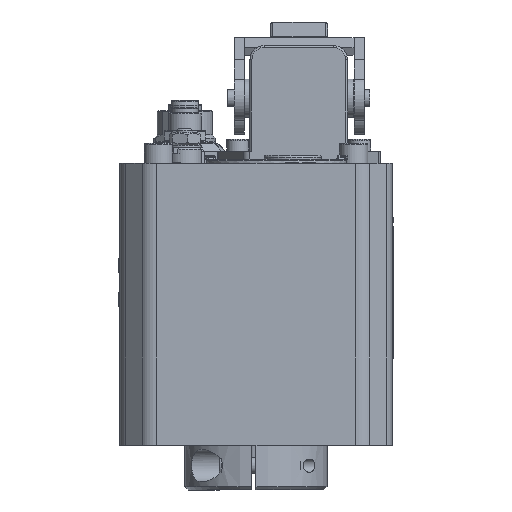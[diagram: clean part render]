
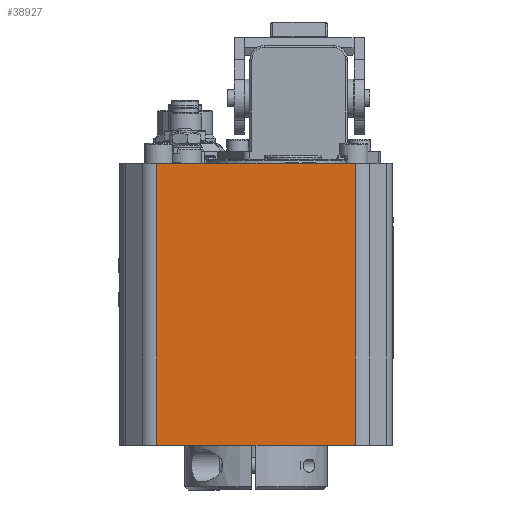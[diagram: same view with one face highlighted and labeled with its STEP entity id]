
A CAD part, left-side view. The second image highlights one B-rep face of the part: STEP entity #38927.
In plain terms, the highlighted planar face has unit normal (-1, 0, 0).
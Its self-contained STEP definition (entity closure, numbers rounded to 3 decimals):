
#4447=FACE_OUTER_BOUND('',#6603,.T.);
#6603=EDGE_LOOP('',(#26426,#26427,#26428,#26429));
#8990=LINE('',#53359,#12450);
#8991=LINE('',#53365,#12451);
#8992=LINE('',#53366,#12452);
#8993=LINE('',#53367,#12453);
#12450=VECTOR('',#44059,10.);
#12451=VECTOR('',#44066,10.);
#12452=VECTOR('',#44067,10.);
#12453=VECTOR('',#44068,10.);
#17047=VERTEX_POINT('',#53357);
#17048=VERTEX_POINT('',#53358);
#17049=VERTEX_POINT('',#53363);
#17050=VERTEX_POINT('',#53364);
#20740=EDGE_CURVE('',#17047,#17048,#8990,.T.);
#20743=EDGE_CURVE('',#17049,#17050,#8991,.T.);
#20744=EDGE_CURVE('',#17048,#17049,#8992,.T.);
#20745=EDGE_CURVE('',#17047,#17050,#8993,.T.);
#26426=ORIENTED_EDGE('',*,*,#20743,.F.);
#26427=ORIENTED_EDGE('',*,*,#20744,.F.);
#26428=ORIENTED_EDGE('',*,*,#20740,.F.);
#26429=ORIENTED_EDGE('',*,*,#20745,.T.);
#37773=PLANE('',#41119);
#38927=ADVANCED_FACE('',(#4447),#37773,.T.);
#41119=AXIS2_PLACEMENT_3D('',#53362,#44064,#44065);
#44059=DIRECTION('',(0.,0.,-1.));
#44064=DIRECTION('center_axis',(-1.,0.,0.));
#44065=DIRECTION('ref_axis',(0.,1.,0.));
#44066=DIRECTION('',(0.,0.,1.));
#44067=DIRECTION('',(0.,1.,0.));
#44068=DIRECTION('',(0.,1.,0.));
#53357=CARTESIAN_POINT('',(-116.48,-22.972,40.885));
#53358=CARTESIAN_POINT('',(-116.48,-22.972,-28.415));
#53359=CARTESIAN_POINT('',(-116.48,-22.972,-21.415));
#53362=CARTESIAN_POINT('Origin',(-116.48,-32.043,-21.415));
#53363=CARTESIAN_POINT('',(-116.48,25.886,-28.415));
#53364=CARTESIAN_POINT('',(-116.48,25.886,40.885));
#53365=CARTESIAN_POINT('',(-116.48,25.886,-21.415));
#53366=CARTESIAN_POINT('',(-116.48,-10.757,-28.415));
#53367=CARTESIAN_POINT('',(-116.48,-32.043,40.885));
